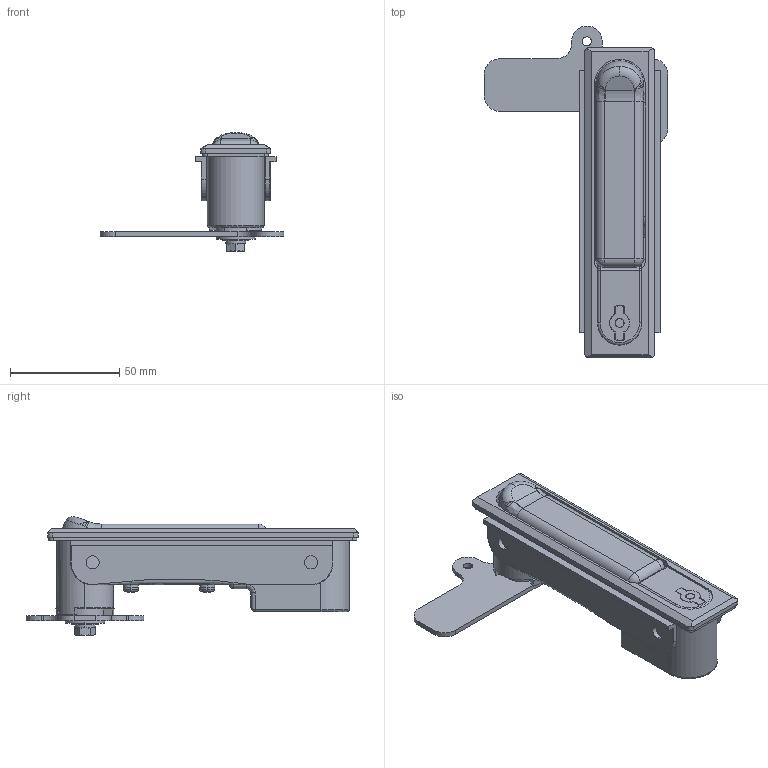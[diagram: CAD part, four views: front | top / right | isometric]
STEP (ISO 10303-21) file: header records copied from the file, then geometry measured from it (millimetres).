
FILE_DESCRIPTION (( 'STEP AP203' ), '1' );
FILE_NAME ('A-480-B-3.STEP', '2019-11-26T08:50:28', ( '' ), ( '' ), 'SwSTEP 2.0', 'SolidWorks 2014', '' );
FILE_SCHEMA (( 'CONFIG_CONTROL_DESIGN' ));
Length unit declared in the file: millimetre
Products named in the file (12): 十字穴付小ねじ_内径基準ver1.02_M4×14十字穴付なべ小ねじ(鉄)SWシングルセムス(P2); A-480-3-B_取付板_; A-480-3-B_ストッパー_; A-480-3-B_角ワッシャー_; A-480-3-B_パッキン_; AC-25-E-3,-4_AC-25-E-4; 榋妏儃儖僩_撪宎婎弨ver1.05_M5亊12廫帤寠晅榋妏儃儖僩(揝)僟僽儖僙儉僗(P3)媽JIS; A-480-3-B_本体_; A-480-3-B_回転軸_; A-480-B_ローターケース_; A-480-B-3; A-480-3ハンドル_公
Assembly tree (12 placements, depth 2):
  A-480-B-3
    A-480-3-B_本体_
    A-480-3-B_回転軸_
    A-480-3ハンドル_公
    A-480-3-B_パッキン_
    A-480-3-B_ストッパー_
    A-480-3-B_角ワッシャー_
    AC-25-E-3,-4_AC-25-E-4
    A-480-3-B_取付板_
    榋妏儃儖僩_撪宎婎弨ver1.05_M5亊12廫帤寠晅榋妏儃儖僩(揝)僟僽儖僙儉僗(P3)媽JIS
    十字穴付小ねじ_内径基準ver1.02_M4×14十字穴付なべ小ねじ(鉄)SWシングルセムス(P2)  x2
    A-480-B_ローターケース_
Bounding box: 84 x 152 x 54.34 mm (x, y, z)
Volume: 92883.8 mm3; surface area: 64747.3 mm2
Topology: 13 solids, 13 shells, 553 faces, 1430 edges, 907 vertices
Faces by surface type: plane 267, cylinder 206, cone 24, torus 21, sphere 19, bspline 16
Entity records: 17594 total; most frequent: CARTESIAN_POINT 3725, DIRECTION 2695, ORIENTED_EDGE 2614, EDGE_CURVE 1307, AXIS2_PLACEMENT_3D 989, VERTEX_POINT 837, VECTOR 717, LINE 717
